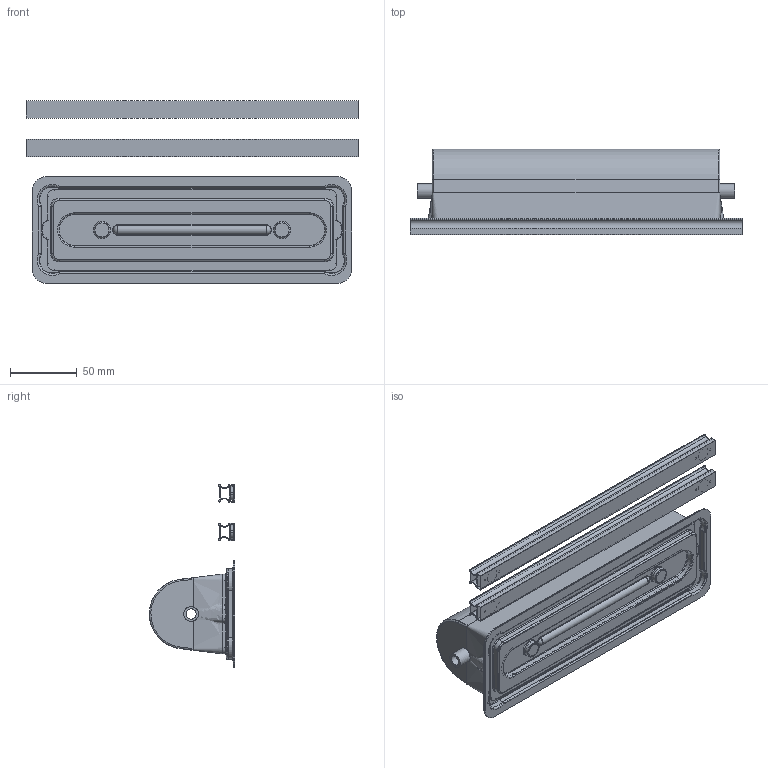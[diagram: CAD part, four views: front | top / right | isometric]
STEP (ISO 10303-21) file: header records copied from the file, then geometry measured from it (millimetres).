
FILE_DESCRIPTION (( 'STEP AP214' ), '1' );
FILE_NAME ('PQF-200.STEP', '2025-02-18T18:31:14', ( '' ), ( '' ), 'SwSTEP 2.0', 'SolidWorks 2024', '' );
FILE_SCHEMA (( 'AUTOMOTIVE_DESIGN' ));
Length unit declared in the file: inch
Products named in the file (5): PQF-XXX_1; PQF-XXX; PQF-200; PQF-XXX_MAG-STRIP; PQF-XXX_ROLL
Assembly tree (5 placements, depth 2):
  PQF-200
    PQF-XXX
    PQF-XXX_1
    PQF-XXX_ROLL
    PQF-XXX_MAG-STRIP  x2
Bounding box: 249.24 x 64.09 x 137.04 mm (x, y, z)
Volume: 486402.1 mm3; surface area: 261822.4 mm2
Topology: 12 solids, 12 shells, 426 faces, 998 edges, 604 vertices
Faces by surface type: cylinder 196, plane 116, torus 108, sphere 4, bspline 2
Full cylindrical faces by diameter (mm): 1.6 x8, 7.7 x2, 10.5 x8, 11 x3, 11.76 x2, 50.8 x1
Entity records: 28447 total; most frequent: CARTESIAN_POINT 19576, DIRECTION 1874, ORIENTED_EDGE 1712, EDGE_CURVE 856, AXIS2_PLACEMENT_3D 766, VERTEX_POINT 534, EDGE_LOOP 456, FACE_OUTER_BOUND 424
